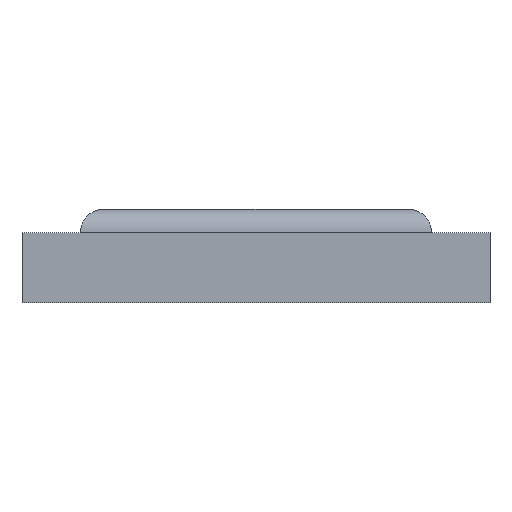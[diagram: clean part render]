
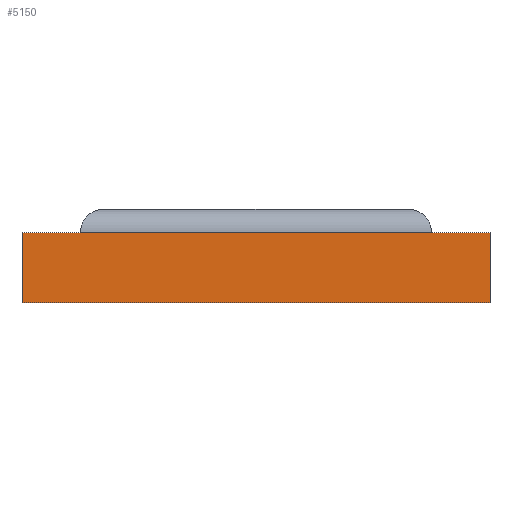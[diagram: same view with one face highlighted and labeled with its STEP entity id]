
A CAD part, front view. The second image highlights one B-rep face of the part: STEP entity #5150.
In plain terms, the highlighted planar face has unit normal (0, -1, 0).
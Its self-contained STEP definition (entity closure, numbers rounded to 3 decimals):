
#4922=CARTESIAN_POINT('POINT299',(0.,0.,3.));
#4923=VERTEX_POINT('VERTEX299',#4922);
#4924=CARTESIAN_POINT('POINT300',(20.,0.,3.));
#4925=VERTEX_POINT('VERTEX300',#4924);
#4926=CARTESIAN_POINT('POS604',(0.,0.,3.));
#4927=DIRECTION('DIR764',(1.,0.,0.));
#4928=VECTOR('VEC444',#4927,1.);
#4929=LINE('STRAIGHT444',#4926,#4928);
#4930=EDGE_CURVE('EDGE448',#4923,#4925,#4929,.T.);
#5096=CARTESIAN_POINT('POINT303',(0.,0.,0.));
#5097=VERTEX_POINT('VERTEX303',#5096);
#5098=CARTESIAN_POINT('POS609',(0.,0.,0.));
#5099=DIRECTION('DIR770',(0.,0.,1.));
#5100=VECTOR('VEC448',#5099,1.);
#5101=LINE('STRAIGHT448',#5098,#5100);
#5102=EDGE_CURVE('EDGE452',#5097,#4923,#5101,.T.);
#5127=CARTESIAN_POINT('POINT305',(20.,0.,0.));
#5128=VERTEX_POINT('VERTEX305',#5127);
#5129=CARTESIAN_POINT('POS613',(20.,0.,0.));
#5130=DIRECTION('DIR775',(0.,0.,1.));
#5131=VECTOR('VEC451',#5130,1.);
#5132=LINE('STRAIGHT451',#5129,#5131);
#5133=EDGE_CURVE('EDGE455',#5128,#4925,#5132,.T.);
#5134=ORIENTED_EDGE('COEDGE903',*,*,#5133,.T.);
#5135=ORIENTED_EDGE('COEDGE904',*,*,#4930,.F.);
#5136=ORIENTED_EDGE('COEDGE905',*,*,#5102,.F.);
#5137=CARTESIAN_POINT('POS614',(0.,0.,0.));
#5138=DIRECTION('DIR776',(1.,0.,0.));
#5139=VECTOR('VEC452',#5138,1.);
#5140=LINE('STRAIGHT452',#5137,#5139);
#5141=EDGE_CURVE('EDGE456',#5097,#5128,#5140,.T.);
#5142=ORIENTED_EDGE('COEDGE906',*,*,#5141,.T.);
#5143=EDGE_LOOP('NONE',(#5134,#5135,#5136,#5142));
#5144=FACE_BOUND('LOOP1',#5143,.T.);
#5145=CARTESIAN_POINT('POS615',(0.,0.,0.));
#5146=DIRECTION('DIR777',(0.,-1.,0.));
#5147=DIRECTION('DIR778',(1.,0.,0.));
#5148=AXIS2_PLACEMENT_3D('AXIS163',#5145,#5146,#5147);
#5149=PLANE('PLANE159',#5148);
#5150=ADVANCED_FACE('FACE163',(#5144),#5149,.T.);
